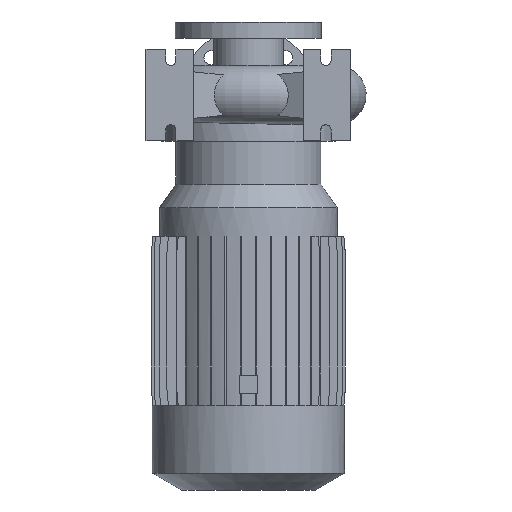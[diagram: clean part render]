
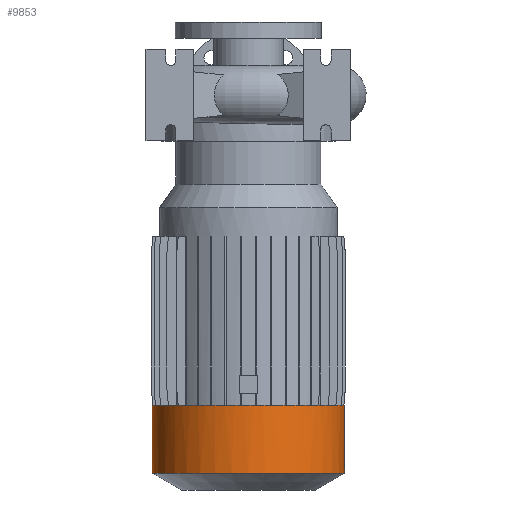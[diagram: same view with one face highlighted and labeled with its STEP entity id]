
A CAD part, front view. The second image highlights one B-rep face of the part: STEP entity #9853.
In plain terms, the highlighted cylindrical face has radius 131.5 mm (diameter 263 mm), a partial arc.
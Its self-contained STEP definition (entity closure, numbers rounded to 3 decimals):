
#330 = DIRECTION ( 'NONE',  ( 1., 0., 0. ) ) ;
#901 = CARTESIAN_POINT ( 'NONE',  ( -131.5, 0., 100. ) ) ;
#977 = EDGE_CURVE ( 'NONE', #13708, #12854, #1376, .T. ) ;
#1308 = EDGE_CURVE ( 'NONE', #13708, #2269, #12008, .T. ) ;
#1376 = CIRCLE ( 'NONE', #13356, 131.5 ) ;
#1422 = EDGE_CURVE ( 'NONE', #12854, #11018, #14502, .T. ) ;
#1518 = CARTESIAN_POINT ( 'NONE',  ( 0., 0., 100. ) ) ;
#2136 = ORIENTED_EDGE ( 'NONE', *, *, #1308, .F. ) ;
#2269 = VERTEX_POINT ( 'NONE', #9083 ) ;
#2304 = DIRECTION ( 'NONE',  ( 1., 0., 0. ) ) ;
#2546 = ORIENTED_EDGE ( 'NONE', *, *, #5611, .F. ) ;
#2605 = FACE_OUTER_BOUND ( 'NONE', #14383, .T. ) ;
#4962 = DIRECTION ( 'NONE',  ( 1., 0., 0. ) ) ;
#5235 = AXIS2_PLACEMENT_3D ( 'NONE', #13795, #8195, #330 ) ;
#5584 = ORIENTED_EDGE ( 'NONE', *, *, #1422, .T. ) ;
#5611 = EDGE_CURVE ( 'NONE', #2269, #11018, #11335, .T. ) ;
#5764 = DIRECTION ( 'NONE',  ( 0., 0., 1. ) ) ;
#7013 = CARTESIAN_POINT ( 'NONE',  ( 0., 0., -516.8 ) ) ;
#7325 = ORIENTED_EDGE ( 'NONE', *, *, #977, .T. ) ;
#8195 = DIRECTION ( 'NONE',  ( 0., 0., 1. ) ) ;
#8199 = VECTOR ( 'NONE', #13400, 1000. ) ;
#8418 = CYLINDRICAL_SURFACE ( 'NONE', #9058, 131.5 ) ;
#8599 = CARTESIAN_POINT ( 'NONE',  ( -131.5, 0., -516.8 ) ) ;
#9058 = AXIS2_PLACEMENT_3D ( 'NONE', #1518, #11731, #4962 ) ;
#9083 = CARTESIAN_POINT ( 'NONE',  ( -131.5, 0., -424. ) ) ;
#9853 = ADVANCED_FACE ( 'NONE', ( #2605 ), #8418, .T. ) ;
#11018 = VERTEX_POINT ( 'NONE', #11498 ) ;
#11335 = CIRCLE ( 'NONE', #5235, 131.5 ) ;
#11336 = CARTESIAN_POINT ( 'NONE',  ( 131.5, 0., 100. ) ) ;
#11498 = CARTESIAN_POINT ( 'NONE',  ( 131.5, 0., -424. ) ) ;
#11731 = DIRECTION ( 'NONE',  ( 0., 0., 1. ) ) ;
#12008 = LINE ( 'NONE', #901, #13138 ) ;
#12854 = VERTEX_POINT ( 'NONE', #13049 ) ;
#13049 = CARTESIAN_POINT ( 'NONE',  ( 131.5, 0., -516.8 ) ) ;
#13138 = VECTOR ( 'NONE', #13329, 1000. ) ;
#13329 = DIRECTION ( 'NONE',  ( 0., 0., 1. ) ) ;
#13356 = AXIS2_PLACEMENT_3D ( 'NONE', #7013, #5764, #2304 ) ;
#13400 = DIRECTION ( 'NONE',  ( 0., 0., 1. ) ) ;
#13708 = VERTEX_POINT ( 'NONE', #8599 ) ;
#13795 = CARTESIAN_POINT ( 'NONE',  ( 0., 0., -424. ) ) ;
#14383 = EDGE_LOOP ( 'NONE', ( #2136, #7325, #5584, #2546 ) ) ;
#14502 = LINE ( 'NONE', #11336, #8199 ) ;
